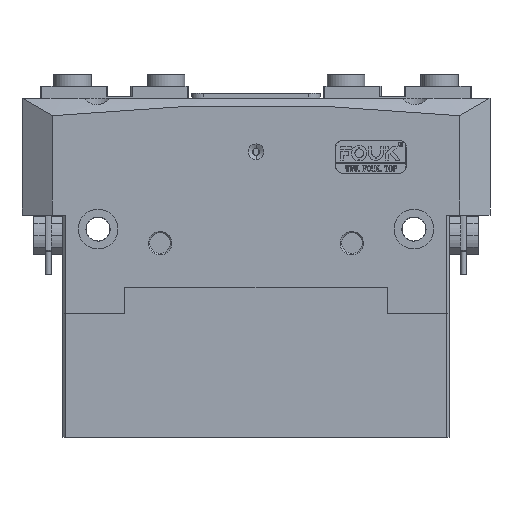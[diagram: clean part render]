
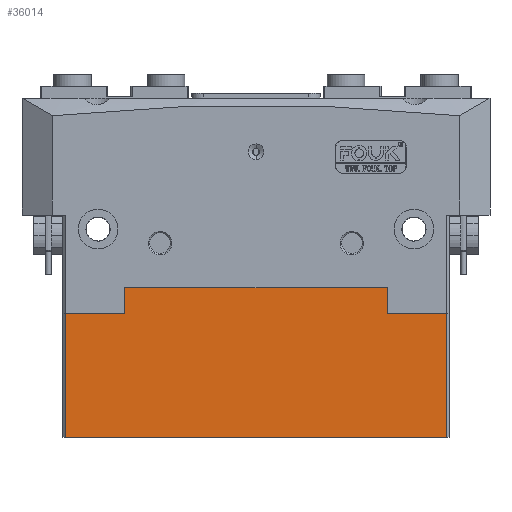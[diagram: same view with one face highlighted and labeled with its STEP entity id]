
A CAD part, front view. The second image highlights one B-rep face of the part: STEP entity #36014.
In plain terms, the highlighted planar face has unit normal (0, -1, 0).
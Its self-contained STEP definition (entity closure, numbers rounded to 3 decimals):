
#658 = VERTEX_POINT ( 'NONE', #28334 ) ;
#713 = DIRECTION ( 'NONE',  ( 0., 1., 0. ) ) ;
#845 = DIRECTION ( 'NONE',  ( 0., 0., -1. ) ) ;
#1137 = CARTESIAN_POINT ( 'NONE',  ( -52.989, -54.015, 108. ) ) ;
#1215 = ORIENTED_EDGE ( 'NONE', *, *, #9203, .T. ) ;
#1597 = CARTESIAN_POINT ( 'NONE',  ( 59.011, -54.015, 118.6 ) ) ;
#1625 = EDGE_CURVE ( 'NONE', #29623, #33360, #30237, .T. ) ;
#1819 = ORIENTED_EDGE ( 'NONE', *, *, #27650, .T. ) ;
#2369 = CARTESIAN_POINT ( 'NONE',  ( -52.589, -54.015, 119. ) ) ;
#2868 = DIRECTION ( 'NONE',  ( -1., 0., 0. ) ) ;
#3241 = ORIENTED_EDGE ( 'NONE', *, *, #3576, .T. ) ;
#3576 = EDGE_CURVE ( 'NONE', #19026, #10737, #20737, .T. ) ;
#4069 = VECTOR ( 'NONE', #17018, 1000. ) ;
#4114 = DIRECTION ( 'NONE',  ( -1., 0., 0. ) ) ;
#4960 = LINE ( 'NONE', #2369, #4069 ) ;
#4985 = VECTOR ( 'NONE', #10933, 1000. ) ;
#5927 = EDGE_CURVE ( 'NONE', #11406, #10302, #11817, .T. ) ;
#7317 = EDGE_CURVE ( 'NONE', #27726, #19026, #4960, .T. ) ;
#7745 = DIRECTION ( 'NONE',  ( 1., 0., 0. ) ) ;
#7757 = EDGE_CURVE ( 'NONE', #28358, #10302, #36527, .T. ) ;
#7923 = CARTESIAN_POINT ( 'NONE',  ( -78.489, -54.015, 55. ) ) ;
#8313 = ORIENTED_EDGE ( 'NONE', *, *, #10365, .F. ) ;
#8885 = VECTOR ( 'NONE', #25943, 1000. ) ;
#9203 = EDGE_CURVE ( 'NONE', #33427, #28358, #36461, .T. ) ;
#10302 = VERTEX_POINT ( 'NONE', #12204 ) ;
#10365 = EDGE_CURVE ( 'NONE', #27726, #658, #30471, .T. ) ;
#10737 = VERTEX_POINT ( 'NONE', #1137 ) ;
#10933 = DIRECTION ( 'NONE',  ( -0.707, 0., 0.707 ) ) ;
#11043 = VECTOR ( 'NONE', #12989, 1000. ) ;
#11406 = VERTEX_POINT ( 'NONE', #1597 ) ;
#11817 = LINE ( 'NONE', #29033, #33063 ) ;
#11846 = PLANE ( 'NONE',  #32234 ) ;
#12204 = CARTESIAN_POINT ( 'NONE',  ( 59.011, -54.015, 108. ) ) ;
#12989 = DIRECTION ( 'NONE',  ( -1., 0., 0. ) ) ;
#13121 = CARTESIAN_POINT ( 'NONE',  ( 85.511, -54.015, 55. ) ) ;
#13488 = VECTOR ( 'NONE', #2868, 1000. ) ;
#14639 = LINE ( 'NONE', #13121, #11043 ) ;
#14878 = DIRECTION ( 'NONE',  ( 0., 0., -1. ) ) ;
#15865 = CARTESIAN_POINT ( 'NONE',  ( 85.511, -54.015, 108. ) ) ;
#17018 = DIRECTION ( 'NONE',  ( -0.707, 0., -0.707 ) ) ;
#17158 = CARTESIAN_POINT ( 'NONE',  ( -78.489, -54.015, 119. ) ) ;
#17317 = CARTESIAN_POINT ( 'NONE',  ( -52.989, -54.015, 118.6 ) ) ;
#17588 = ORIENTED_EDGE ( 'NONE', *, *, #5927, .F. ) ;
#17852 = VECTOR ( 'NONE', #7745, 1000. ) ;
#17923 = CARTESIAN_POINT ( 'NONE',  ( -78.489, -54.015, 108. ) ) ;
#18034 = ORIENTED_EDGE ( 'NONE', *, *, #7757, .T. ) ;
#18952 = VECTOR ( 'NONE', #845, 1000. ) ;
#19026 = VERTEX_POINT ( 'NONE', #17317 ) ;
#20565 = CARTESIAN_POINT ( 'NONE',  ( -52.989, -54.015, 119. ) ) ;
#20737 = LINE ( 'NONE', #32554, #18952 ) ;
#21187 = FACE_OUTER_BOUND ( 'NONE', #36059, .T. ) ;
#21217 = CARTESIAN_POINT ( 'NONE',  ( 85.511, -54.015, 108. ) ) ;
#21246 = ORIENTED_EDGE ( 'NONE', *, *, #1625, .T. ) ;
#21535 = EDGE_CURVE ( 'NONE', #10737, #29623, #29704, .T. ) ;
#21784 = CARTESIAN_POINT ( 'NONE',  ( -52.989, -54.015, 119. ) ) ;
#23332 = ORIENTED_EDGE ( 'NONE', *, *, #32473, .F. ) ;
#23450 = CARTESIAN_POINT ( 'NONE',  ( 84.511, -54.015, 108. ) ) ;
#24743 = ORIENTED_EDGE ( 'NONE', *, *, #21535, .T. ) ;
#24833 = LINE ( 'NONE', #30844, #4985 ) ;
#25266 = ORIENTED_EDGE ( 'NONE', *, *, #7317, .T. ) ;
#25699 = CARTESIAN_POINT ( 'NONE',  ( 84.511, -54.015, 55. ) ) ;
#25943 = DIRECTION ( 'NONE',  ( 0., 0., 1. ) ) ;
#27650 = EDGE_CURVE ( 'NONE', #11406, #658, #24833, .T. ) ;
#27726 = VERTEX_POINT ( 'NONE', #35095 ) ;
#28334 = CARTESIAN_POINT ( 'NONE',  ( 58.611, -54.015, 119. ) ) ;
#28358 = VERTEX_POINT ( 'NONE', #23450 ) ;
#28505 = DIRECTION ( 'NONE',  ( 0., 0., -1. ) ) ;
#29033 = CARTESIAN_POINT ( 'NONE',  ( 59.011, -54.015, 119. ) ) ;
#29332 = VECTOR ( 'NONE', #28505, 1000. ) ;
#29623 = VERTEX_POINT ( 'NONE', #17923 ) ;
#29704 = LINE ( 'NONE', #15865, #37402 ) ;
#30237 = LINE ( 'NONE', #17158, #29332 ) ;
#30471 = LINE ( 'NONE', #21784, #17852 ) ;
#30844 = CARTESIAN_POINT ( 'NONE',  ( 58.611, -54.015, 119. ) ) ;
#32234 = AXIS2_PLACEMENT_3D ( 'NONE', #20565, #713, #14878 ) ;
#32473 = EDGE_CURVE ( 'NONE', #33427, #33360, #14639, .T. ) ;
#32554 = CARTESIAN_POINT ( 'NONE',  ( -52.989, -54.015, 119. ) ) ;
#33063 = VECTOR ( 'NONE', #34863, 1000. ) ;
#33360 = VERTEX_POINT ( 'NONE', #7923 ) ;
#33427 = VERTEX_POINT ( 'NONE', #25699 ) ;
#34335 = CARTESIAN_POINT ( 'NONE',  ( 84.511, -54.015, 119. ) ) ;
#34863 = DIRECTION ( 'NONE',  ( 0., 0., -1. ) ) ;
#35095 = CARTESIAN_POINT ( 'NONE',  ( -52.589, -54.015, 119. ) ) ;
#36014 = ADVANCED_FACE ( 'NONE', ( #21187 ), #11846, .F. ) ;
#36059 = EDGE_LOOP ( 'NONE', ( #17588, #1819, #8313, #25266, #3241, #24743, #21246, #23332, #1215, #18034 ) ) ;
#36461 = LINE ( 'NONE', #34335, #8885 ) ;
#36527 = LINE ( 'NONE', #21217, #13488 ) ;
#37402 = VECTOR ( 'NONE', #4114, 1000. ) ;
